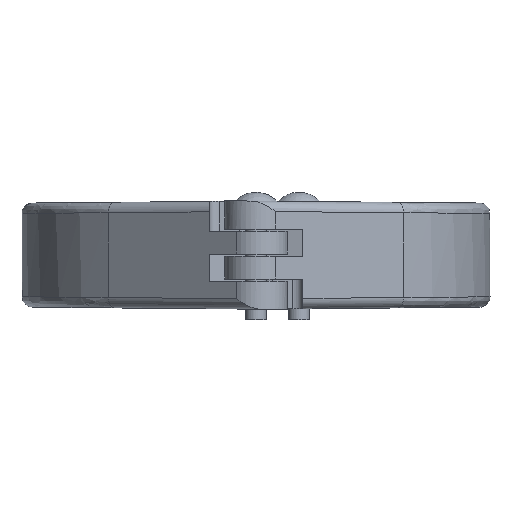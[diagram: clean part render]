
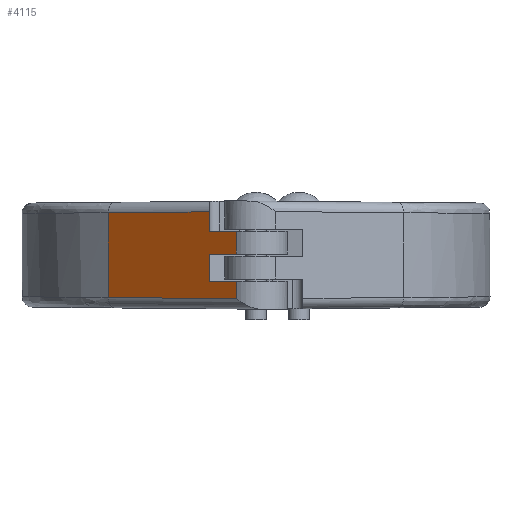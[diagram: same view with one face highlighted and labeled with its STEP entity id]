
A CAD part, left-side view. The second image highlights one B-rep face of the part: STEP entity #4115.
In plain terms, the highlighted planar face has unit normal (-0.775, 0.631, 0).
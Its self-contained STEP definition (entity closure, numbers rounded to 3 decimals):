
#161=PLANE('',#4517);
#225=LINE('',#6523,#473);
#228=LINE('',#6542,#476);
#272=LINE('',#6721,#520);
#273=LINE('',#6724,#521);
#276=LINE('',#6733,#524);
#279=LINE('',#6741,#527);
#280=LINE('',#6743,#528);
#281=LINE('',#6745,#529);
#282=LINE('',#6746,#530);
#283=LINE('',#6747,#531);
#473=VECTOR('',#5076,1000.);
#476=VECTOR('',#5095,1000.);
#520=VECTOR('',#5187,1000.);
#521=VECTOR('',#5192,1000.);
#524=VECTOR('',#5203,1000.);
#527=VECTOR('',#5210,1000.);
#528=VECTOR('',#5211,1000.);
#529=VECTOR('',#5212,1000.);
#530=VECTOR('',#5213,1000.);
#531=VECTOR('',#5214,1000.);
#878=FACE_OUTER_BOUND('',#1139,.T.);
#1139=EDGE_LOOP('',(#2918,#2919,#2920,#2921,#2922,#2923,#2924,#2925,#2926,
#2927));
#1762=VERTEX_POINT('',#6519);
#1764=VERTEX_POINT('',#6522);
#1770=VERTEX_POINT('',#6538);
#1772=VERTEX_POINT('',#6541);
#1827=VERTEX_POINT('',#6715);
#1829=VERTEX_POINT('',#6719);
#1833=VERTEX_POINT('',#6739);
#1834=VERTEX_POINT('',#6740);
#1835=VERTEX_POINT('',#6742);
#1836=VERTEX_POINT('',#6744);
#2166=EDGE_CURVE('',#1762,#1764,#225,.T.);
#2175=EDGE_CURVE('',#1770,#1772,#228,.T.);
#2241=EDGE_CURVE('',#1827,#1829,#272,.T.);
#2243=EDGE_CURVE('',#1827,#1770,#273,.T.);
#2249=EDGE_CURVE('',#1829,#1764,#276,.T.);
#2252=EDGE_CURVE('',#1833,#1834,#279,.T.);
#2253=EDGE_CURVE('',#1834,#1835,#280,.T.);
#2254=EDGE_CURVE('',#1835,#1836,#281,.T.);
#2255=EDGE_CURVE('',#1836,#1772,#282,.T.);
#2256=EDGE_CURVE('',#1833,#1762,#283,.T.);
#2918=ORIENTED_EDGE('',*,*,#2252,.T.);
#2919=ORIENTED_EDGE('',*,*,#2253,.T.);
#2920=ORIENTED_EDGE('',*,*,#2254,.T.);
#2921=ORIENTED_EDGE('',*,*,#2255,.T.);
#2922=ORIENTED_EDGE('',*,*,#2175,.F.);
#2923=ORIENTED_EDGE('',*,*,#2243,.F.);
#2924=ORIENTED_EDGE('',*,*,#2241,.T.);
#2925=ORIENTED_EDGE('',*,*,#2249,.T.);
#2926=ORIENTED_EDGE('',*,*,#2166,.F.);
#2927=ORIENTED_EDGE('',*,*,#2256,.F.);
#4115=ADVANCED_FACE('',(#878),#161,.F.);
#4517=AXIS2_PLACEMENT_3D('',#6738,#5208,#5209);
#5076=DIRECTION('',(0.,0.,-1.));
#5095=DIRECTION('',(0.,0.,-1.));
#5187=DIRECTION('',(0.,0.,1.));
#5192=DIRECTION('',(-0.632,-0.775,0.));
#5203=DIRECTION('',(-0.632,-0.775,0.));
#5208=DIRECTION('center_axis',(0.775,-0.632,0.));
#5209=DIRECTION('ref_axis',(0.632,0.775,0.));
#5210=DIRECTION('',(0.,0.,1.));
#5211=DIRECTION('',(0.632,0.775,-0.007));
#5212=DIRECTION('',(0.,0.,-1.));
#5213=DIRECTION('',(-0.632,-0.775,-0.007));
#5214=DIRECTION('',(-0.632,-0.775,0.));
#6519=CARTESIAN_POINT('',(-54.952,3.789,4.6));
#6522=CARTESIAN_POINT('',(-54.952,3.789,0.2));
#6523=CARTESIAN_POINT('',(-54.952,3.789,10.));
#6538=CARTESIAN_POINT('',(-54.952,3.789,-5.));
#6541=CARTESIAN_POINT('',(-54.952,3.789,-8.371));
#6542=CARTESIAN_POINT('',(-54.952,3.789,10.));
#6715=CARTESIAN_POINT('',(-50.708,9.,-5.));
#6719=CARTESIAN_POINT('',(-50.708,9.,0.2));
#6721=CARTESIAN_POINT('',(-50.708,9.,-5.));
#6724=CARTESIAN_POINT('',(-50.708,9.,-5.));
#6733=CARTESIAN_POINT('',(-50.708,9.,0.2));
#6738=CARTESIAN_POINT('Origin',(-54.952,3.789,10.));
#6739=CARTESIAN_POINT('',(-50.708,9.,4.6));
#6740=CARTESIAN_POINT('',(-50.708,9.,8.325));
#6741=CARTESIAN_POINT('',(-50.708,9.,10.));
#6742=CARTESIAN_POINT('',(-34.891,28.419,8.156));
#6743=CARTESIAN_POINT('',(-34.899,28.409,8.156));
#6744=CARTESIAN_POINT('',(-34.891,28.419,-8.156));
#6745=CARTESIAN_POINT('',(-34.891,28.419,10.));
#6746=CARTESIAN_POINT('',(-54.874,3.886,-8.37));
#6747=CARTESIAN_POINT('',(-54.952,3.789,4.6));
